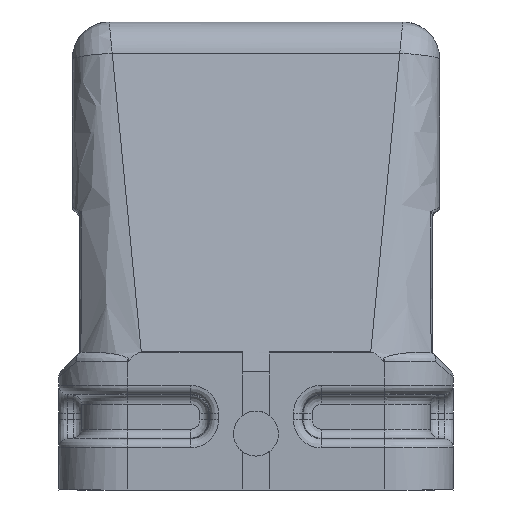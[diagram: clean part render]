
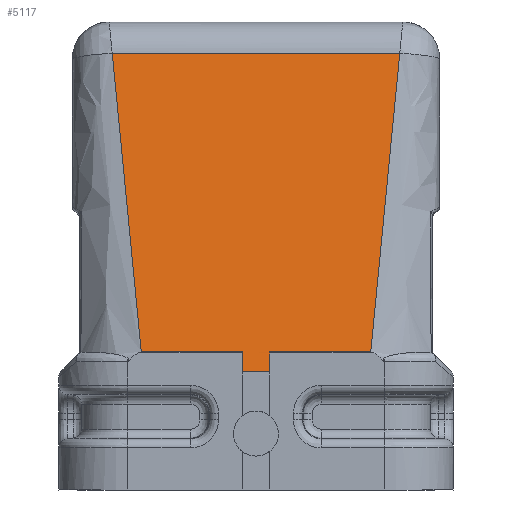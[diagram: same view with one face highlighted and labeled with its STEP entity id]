
A CAD part, left-side view. The second image highlights one B-rep face of the part: STEP entity #5117.
In plain terms, the highlighted planar face has unit normal (-0.99, 0, 0.139).
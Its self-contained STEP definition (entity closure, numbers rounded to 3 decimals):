
#4425=B_SPLINE_CURVE_WITH_KNOTS('',3,(#20362,#20363,#20364,#20365),
 .UNSPECIFIED.,.F.,.F.,(4,4),(0.,1.),.UNSPECIFIED.);
#5117=ADVANCED_FACE('',(#5801),#5407,.T.);
#5407=PLANE('',#12904);
#5801=FACE_OUTER_BOUND('',#6330,.T.);
#6330=EDGE_LOOP('',(#8286,#8287,#8288,#8289,#8290,#8291,#8292,#8293,#8294));
#8286=ORIENTED_EDGE('',*,*,#10817,.T.);
#8287=ORIENTED_EDGE('',*,*,#10818,.T.);
#8288=ORIENTED_EDGE('',*,*,#9938,.T.);
#8289=ORIENTED_EDGE('',*,*,#9916,.T.);
#8290=ORIENTED_EDGE('',*,*,#9873,.T.);
#8291=ORIENTED_EDGE('',*,*,#10819,.F.);
#8292=ORIENTED_EDGE('',*,*,#10814,.T.);
#8293=ORIENTED_EDGE('',*,*,#10816,.T.);
#8294=ORIENTED_EDGE('',*,*,#10811,.T.);
#9069=VERTEX_POINT('',#15194);
#9072=VERTEX_POINT('',#15199);
#9111=VERTEX_POINT('',#15321);
#9131=VERTEX_POINT('',#15372);
#9445=VERTEX_POINT('',#16749);
#9677=VERTEX_POINT('',#20346);
#9679=VERTEX_POINT('',#20366);
#9680=VERTEX_POINT('',#20367);
#9681=VERTEX_POINT('',#20372);
#9873=EDGE_CURVE('',#9069,#9072,#11148,.T.);
#9916=EDGE_CURVE('',#9111,#9069,#11182,.T.);
#9938=EDGE_CURVE('',#9131,#9111,#11193,.T.);
#10811=EDGE_CURVE('',#9677,#9445,#11620,.T.);
#10814=EDGE_CURVE('',#9679,#9680,#4425,.T.);
#10816=EDGE_CURVE('',#9680,#9677,#11622,.T.);
#10817=EDGE_CURVE('',#9445,#9681,#11623,.T.);
#10818=EDGE_CURVE('',#9681,#9131,#11624,.T.);
#10819=EDGE_CURVE('',#9679,#9072,#11625,.T.);
#11148=LINE('',#15200,#11763);
#11182=LINE('',#15320,#11797);
#11193=LINE('',#15371,#11808);
#11620=LINE('',#20345,#12301);
#11622=LINE('',#20369,#12303);
#11623=LINE('',#20371,#12304);
#11624=LINE('',#20373,#12305);
#11625=LINE('',#20374,#12306);
#11763=VECTOR('',#13138,1.);
#11797=VECTOR('',#13192,1.);
#11808=VECTOR('',#13227,1.);
#12301=VECTOR('',#14600,1.);
#12303=VECTOR('',#14602,1.);
#12304=VECTOR('',#14605,1.);
#12305=VECTOR('',#14606,1.);
#12306=VECTOR('',#14607,1.);
#12904=AXIS2_PLACEMENT_3D('',#20375,#14608,#14609);
#13138=DIRECTION('',(0.,-1.,0.));
#13192=DIRECTION('',(-0.139,0.,-0.99));
#13227=DIRECTION('',(0.,-1.,0.));
#14600=DIRECTION('',(0.139,-0.096,0.986));
#14602=DIRECTION('',(0.,-1.,0.));
#14605=DIRECTION('',(0.,1.,0.));
#14606=DIRECTION('',(-0.139,-0.096,-0.986));
#14607=DIRECTION('',(-0.139,0.,-0.99));
#14608=DIRECTION('',(-0.99,0.,0.139));
#14609=DIRECTION('',(-0.139,0.,-0.99));
#15194=CARTESIAN_POINT('',(-30.3,1.5,12.865));
#15199=CARTESIAN_POINT('',(-30.3,-1.5,12.865));
#15200=CARTESIAN_POINT('',(-30.3,4.5,12.865));
#15320=CARTESIAN_POINT('',(-24.593,1.5,53.473));
#15321=CARTESIAN_POINT('',(-29.99,1.5,15.069));
#15371=CARTESIAN_POINT('',(-29.99,12.507,15.069));
#15372=CARTESIAN_POINT('',(-29.99,12.507,15.069));
#16749=CARTESIAN_POINT('',(-25.424,-15.665,47.557));
#20345=CARTESIAN_POINT('',(-29.99,-12.507,15.069));
#20346=CARTESIAN_POINT('',(-29.99,-12.507,15.069));
#20362=CARTESIAN_POINT('',(-30.01,-1.5,14.931));
#20363=CARTESIAN_POINT('',(-30.003,-1.5,14.977));
#20364=CARTESIAN_POINT('',(-29.997,-1.5,15.023));
#20365=CARTESIAN_POINT('',(-29.99,-1.5,15.069));
#20366=CARTESIAN_POINT('',(-30.005,-1.5,14.931));
#20367=CARTESIAN_POINT('',(-29.99,-1.5,15.069));
#20369=CARTESIAN_POINT('',(-29.99,12.507,15.069));
#20371=CARTESIAN_POINT('',(-25.424,-15.665,47.557));
#20372=CARTESIAN_POINT('',(-25.424,15.665,47.557));
#20373=CARTESIAN_POINT('',(-25.424,15.665,47.557));
#20374=CARTESIAN_POINT('',(-24.593,-1.5,53.473));
#20375=CARTESIAN_POINT('',(-25.285,16.665,48.547));
